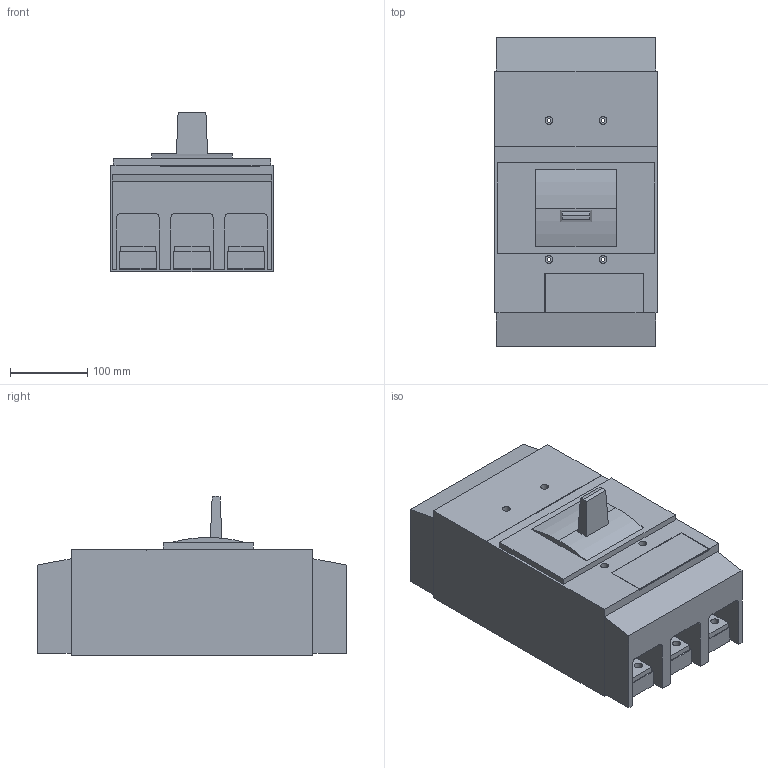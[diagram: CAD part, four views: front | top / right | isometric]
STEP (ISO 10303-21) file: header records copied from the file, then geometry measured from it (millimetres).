
FILE_DESCRIPTION (( 'STEP AP214' ), '1' );
FILE_NAME ('nzm4_3p.STEP', '2011-03-04T14:10:23', ( 'mvlk' ), ( '' ), 'SwSTEP 2.0', 'SolidWorks 2010', '' );
FILE_SCHEMA (( 'AUTOMOTIVE_DESIGN' ));
Length unit declared in the file: millimetre
Products named in the file (4): 290378__index__p1; 290378__index__p3; 290378__index__p2; nzm4_3p
Assembly tree (4 placements, depth 2):
  nzm4_3p
    290378__index__p3
    290378__index__p2  x2
    290378__index__p1
Bounding box: 210 x 401 x 206.26 mm (x, y, z)
Volume: 10673600.6 mm3; surface area: 476070.1 mm2
Topology: 4 solids, 4 shells, 207 faces, 523 edges, 348 vertices
Faces by surface type: plane 146, cylinder 61
Entity records: 5631 total; most frequent: CARTESIAN_POINT 993, DIRECTION 923, ORIENTED_EDGE 914, EDGE_CURVE 457, VECTOR 351, LINE 351, VERTEX_POINT 304, AXIS2_PLACEMENT_3D 286
